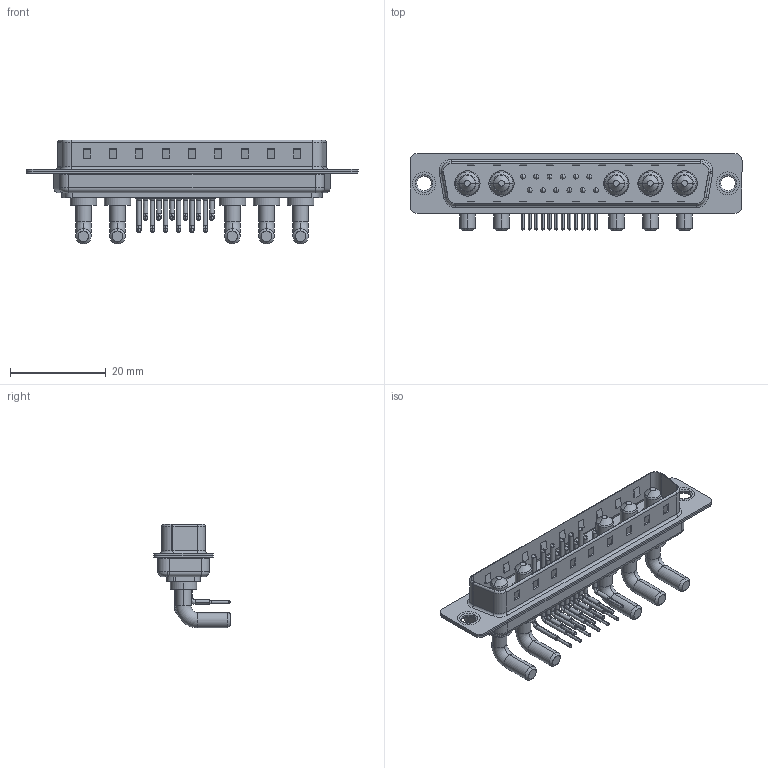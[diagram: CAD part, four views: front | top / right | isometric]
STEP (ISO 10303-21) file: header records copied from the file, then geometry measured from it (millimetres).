
FILE_DESCRIPTION (( 'STEP AP203' ), '1' );
FILE_NAME ('629-17W5240-3N1.STEP', '2022-05-14T22:23:43', ( '' ), ( '' ), 'SwSTEP 2.0', 'SolidWorks 2020', '' );
FILE_SCHEMA (( 'CONFIG_CONTROL_DESIGN' ));
Length unit declared in the file: millimetre
Products named in the file (8): 629Combo Contact Row 2; 629Combo Thru Hole Rivet; Power Pin_30A RA; 629Combo Contact Row 1; 629Combo Shell Rear_37 Contacts; 629Combo Shell Front_37 Contacts; 629-17W5240-3N1; 629Combo Housing_17W5
Assembly tree (22 placements, depth 2):
  629-17W5240-3N1
    629Combo Housing_17W5
    629Combo Shell Rear_37 Contacts
    629Combo Shell Front_37 Contacts
    629Combo Thru Hole Rivet  x2
    Power Pin_30A RA  x5
    629Combo Contact Row 1  x6
    629Combo Contact Row 2  x6
Bounding box: 69.4 x 16.05 x 21.7 mm (x, y, z)
Volume: 4612.5 mm3; surface area: 9935.6 mm2
Topology: 27 solids, 27 shells, 1921 faces, 5167 edges, 3326 vertices
Faces by surface type: plane 1021, cylinder 662, cone 83, torus 78, bspline 77
Entity records: 23804 total; most frequent: CARTESIAN_POINT 4108, DIRECTION 4012, ORIENTED_EDGE 3734, EDGE_CURVE 1867, AXIS2_PLACEMENT_3D 1423, VERTEX_POINT 1200, LINE 1166, VECTOR 1166
